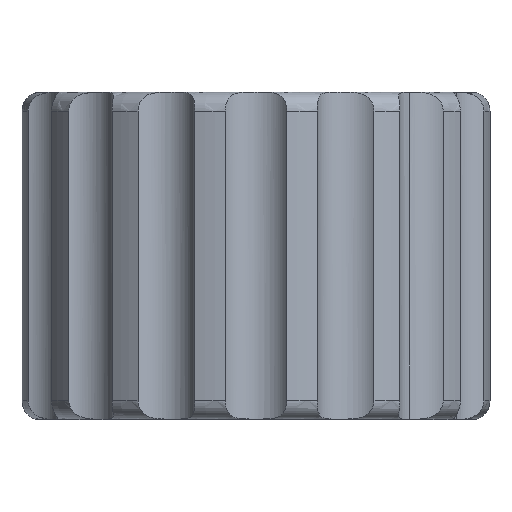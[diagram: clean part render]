
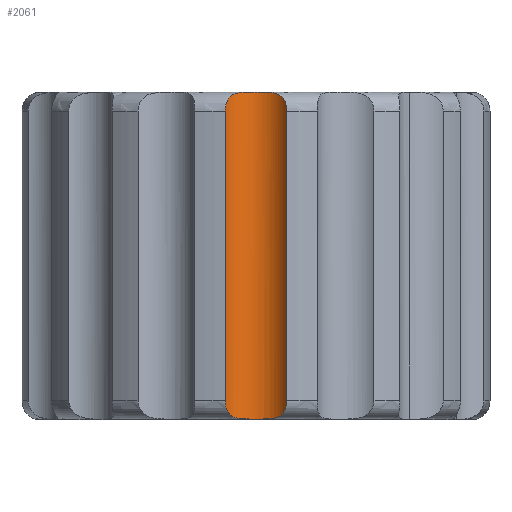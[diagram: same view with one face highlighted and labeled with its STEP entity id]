
A CAD part, top view. The second image highlights one B-rep face of the part: STEP entity #2061.
In plain terms, the highlighted cylindrical face has radius 1 mm (diameter 2 mm), a partial arc.
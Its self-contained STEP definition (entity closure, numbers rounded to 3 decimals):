
#395=CARTESIAN_POINT('',(30.136,-4.572,12.116));
#396=VERTEX_POINT('',#395);
#413=CARTESIAN_POINT('',(29.999,-4.572,12.116));
#414=VERTEX_POINT('',#413);
#415=CARTESIAN_POINT('',(30.068,-4.572,13.114));
#416=DIRECTION('',(-0.,1.,0.));
#417=DIRECTION('',(1.,0.,0.));
#418=AXIS2_PLACEMENT_3D('',#415,#416,#417);
#419=CIRCLE('',#418,1.);
#420=EDGE_CURVE('',#396,#414,#419,.T.);
#1241=CARTESIAN_POINT('',(29.999,4.428,12.116));
#1242=VERTEX_POINT('',#1241);
#1249=CARTESIAN_POINT('',(30.136,4.428,12.116));
#1250=VERTEX_POINT('',#1249);
#1251=CARTESIAN_POINT('',(30.068,4.428,13.114));
#1252=DIRECTION('',(0.,-1.,-0.));
#1253=DIRECTION('',(1.,0.,0.));
#1254=AXIS2_PLACEMENT_3D('',#1251,#1252,#1253);
#1255=CIRCLE('',#1254,1.);
#1256=EDGE_CURVE('',#1242,#1250,#1255,.T.);
#1898=CARTESIAN_POINT('',(30.914,3.908,12.581));
#1899=VERTEX_POINT('',#1898);
#1900=CARTESIAN_POINT('',(30.914,-4.052,12.581));
#1901=VERTEX_POINT('',#1900);
#1902=CARTESIAN_POINT('',(30.914,3.908,12.581));
#1903=DIRECTION('',(-0.,-1.,-0.));
#1904=VECTOR('',#1903,7.96);
#1905=LINE('',#1902,#1904);
#1906=EDGE_CURVE('',#1899,#1901,#1905,.T.);
#1926=CARTESIAN_POINT('',(30.068,-4.572,13.114));
#1927=DIRECTION('',(-0.,1.,0.));
#1928=DIRECTION('',(1.,0.,0.));
#1929=AXIS2_PLACEMENT_3D('',#1926,#1927,#1928);
#1930=CYLINDRICAL_SURFACE('',#1929,1.);
#1931=ORIENTED_EDGE('',*,*,#420,.F.);
#1932=CARTESIAN_POINT('',(30.136,-4.572,12.116));
#1933=CARTESIAN_POINT('',(30.187,-4.572,12.12));
#1934=CARTESIAN_POINT('',(30.237,-4.572,12.127));
#1935=CARTESIAN_POINT('',(30.286,-4.572,12.138));
#1936=CARTESIAN_POINT('',(30.31,-4.572,12.143));
#1937=CARTESIAN_POINT('',(30.335,-4.571,12.15));
#1938=CARTESIAN_POINT('',(30.359,-4.57,12.157));
#1939=CARTESIAN_POINT('',(30.383,-4.57,12.164));
#1940=CARTESIAN_POINT('',(30.407,-4.568,12.173));
#1941=CARTESIAN_POINT('',(30.43,-4.567,12.182));
#1942=CARTESIAN_POINT('',(30.477,-4.564,12.2));
#1943=CARTESIAN_POINT('',(30.523,-4.559,12.222));
#1944=CARTESIAN_POINT('',(30.567,-4.55,12.247));
#1945=CARTESIAN_POINT('',(30.61,-4.541,12.272));
#1946=CARTESIAN_POINT('',(30.651,-4.529,12.3));
#1947=CARTESIAN_POINT('',(30.688,-4.512,12.33));
#1948=CARTESIAN_POINT('',(30.707,-4.503,12.344));
#1949=CARTESIAN_POINT('',(30.724,-4.493,12.36));
#1950=CARTESIAN_POINT('',(30.741,-4.481,12.375));
#1951=CARTESIAN_POINT('',(30.758,-4.469,12.39));
#1952=CARTESIAN_POINT('',(30.773,-4.456,12.405));
#1953=CARTESIAN_POINT('',(30.788,-4.442,12.42));
#1954=CARTESIAN_POINT('',(30.802,-4.427,12.435));
#1955=CARTESIAN_POINT('',(30.815,-4.411,12.45));
#1956=CARTESIAN_POINT('',(30.827,-4.394,12.463));
#1957=CARTESIAN_POINT('',(30.839,-4.376,12.477));
#1958=CARTESIAN_POINT('',(30.85,-4.357,12.49));
#1959=CARTESIAN_POINT('',(30.859,-4.337,12.503));
#1960=CARTESIAN_POINT('',(30.869,-4.317,12.515));
#1961=CARTESIAN_POINT('',(30.877,-4.295,12.526));
#1962=CARTESIAN_POINT('',(30.884,-4.273,12.536));
#1963=CARTESIAN_POINT('',(30.89,-4.25,12.545));
#1964=CARTESIAN_POINT('',(30.896,-4.227,12.554));
#1965=CARTESIAN_POINT('',(30.901,-4.203,12.56));
#1966=CARTESIAN_POINT('',(30.905,-4.179,12.567));
#1967=CARTESIAN_POINT('',(30.908,-4.154,12.572));
#1968=CARTESIAN_POINT('',(30.911,-4.129,12.576));
#1969=CARTESIAN_POINT('',(30.913,-4.103,12.579));
#1970=CARTESIAN_POINT('',(30.914,-4.078,12.581));
#1971=CARTESIAN_POINT('',(30.914,-4.052,12.581));
#1972=B_SPLINE_CURVE_WITH_KNOTS('',3,(#1932,#1933,#1934,#1935,#1936,#1937,#1938,#1939,#1940,#1941,#1942,#1943,#1944,#1945,#1946,#1947,#1948,#1949,#1950,#1951,#1952,#1953,#1954,#1955,#1956,#1957,
#1958,#1959,#1960,#1961,#1962,#1963,#1964,#1965,#1966,#1967,#1968,#1969,#1970,#1971),.UNSPECIFIED.,.F.,.F.,(4,3,3,3,3,3,3,3,3,3,3,3,3,4),(0.,0.,0.,0.,0.,0.001,0.001,0.001,0.001,0.001,0.001,0.001,0.001,0.001),.UNSPECIFIED.);
#1973=EDGE_CURVE('',#396,#1901,#1972,.T.);
#1974=ORIENTED_EDGE('',*,*,#1973,.T.);
#1975=ORIENTED_EDGE('',*,*,#1906,.F.);
#1976=CARTESIAN_POINT('',(30.914,3.908,12.581));
#1977=CARTESIAN_POINT('',(30.914,4.011,12.581));
#1978=CARTESIAN_POINT('',(30.897,4.111,12.552));
#1979=CARTESIAN_POINT('',(30.859,4.192,12.503));
#1980=CARTESIAN_POINT('',(30.822,4.274,12.454));
#1981=CARTESIAN_POINT('',(30.763,4.332,12.389));
#1982=CARTESIAN_POINT('',(30.688,4.367,12.329));
#1983=CARTESIAN_POINT('',(30.613,4.403,12.27));
#1984=CARTESIAN_POINT('',(30.524,4.416,12.218));
#1985=CARTESIAN_POINT('',(30.43,4.422,12.182));
#1986=CARTESIAN_POINT('',(30.336,4.429,12.145));
#1987=CARTESIAN_POINT('',(30.238,4.428,12.123));
#1988=CARTESIAN_POINT('',(30.136,4.428,12.116));
#1989=B_SPLINE_CURVE_WITH_KNOTS('',3,(#1976,#1977,#1978,#1979,#1980,#1981,#1982,#1983,#1984,#1985,#1986,#1987,#1988),.UNSPECIFIED.,.F.,.F.,(4,3,3,3,4),(0.,0.,0.001,0.001,0.001),.UNSPECIFIED.);
#1990=EDGE_CURVE('',#1899,#1250,#1989,.T.);
#1991=ORIENTED_EDGE('',*,*,#1990,.T.);
#1992=ORIENTED_EDGE('',*,*,#1256,.F.);
#1993=CARTESIAN_POINT('',(29.221,3.908,12.581));
#1994=VERTEX_POINT('',#1993);
#1995=CARTESIAN_POINT('',(29.999,4.428,12.116));
#1996=CARTESIAN_POINT('',(29.898,4.428,12.123));
#1997=CARTESIAN_POINT('',(29.8,4.429,12.145));
#1998=CARTESIAN_POINT('',(29.705,4.422,12.182));
#1999=CARTESIAN_POINT('',(29.611,4.416,12.219));
#2000=CARTESIAN_POINT('',(29.522,4.402,12.27));
#2001=CARTESIAN_POINT('',(29.447,4.367,12.33));
#2002=CARTESIAN_POINT('',(29.372,4.332,12.389));
#2003=CARTESIAN_POINT('',(29.314,4.274,12.454));
#2004=CARTESIAN_POINT('',(29.276,4.193,12.503));
#2005=CARTESIAN_POINT('',(29.238,4.111,12.552));
#2006=CARTESIAN_POINT('',(29.221,4.011,12.581));
#2007=CARTESIAN_POINT('',(29.221,3.908,12.581));
#2008=B_SPLINE_CURVE_WITH_KNOTS('',3,(#1995,#1996,#1997,#1998,#1999,#2000,#2001,#2002,#2003,#2004,#2005,#2006,#2007),.UNSPECIFIED.,.F.,.F.,(4,3,3,3,4),(0.,0.,0.001,0.001,0.001),.UNSPECIFIED.);
#2009=EDGE_CURVE('',#1242,#1994,#2008,.T.);
#2010=ORIENTED_EDGE('',*,*,#2009,.T.);
#2011=CARTESIAN_POINT('',(29.221,-4.052,12.581));
#2012=VERTEX_POINT('',#2011);
#2013=CARTESIAN_POINT('',(29.221,-4.052,12.581));
#2014=DIRECTION('',(0.,1.,0.));
#2015=VECTOR('',#2014,7.96);
#2016=LINE('',#2013,#2015);
#2017=EDGE_CURVE('',#2012,#1994,#2016,.T.);
#2018=ORIENTED_EDGE('',*,*,#2017,.F.);
#2019=CARTESIAN_POINT('',(29.221,-4.052,12.581));
#2020=CARTESIAN_POINT('',(29.221,-4.104,12.581));
#2021=CARTESIAN_POINT('',(29.225,-4.154,12.574));
#2022=CARTESIAN_POINT('',(29.234,-4.202,12.561));
#2023=CARTESIAN_POINT('',(29.239,-4.226,12.554));
#2024=CARTESIAN_POINT('',(29.244,-4.25,12.546));
#2025=CARTESIAN_POINT('',(29.251,-4.272,12.536));
#2026=CARTESIAN_POINT('',(29.258,-4.295,12.526));
#2027=CARTESIAN_POINT('',(29.266,-4.316,12.515));
#2028=CARTESIAN_POINT('',(29.276,-4.337,12.503));
#2029=CARTESIAN_POINT('',(29.285,-4.357,12.491));
#2030=CARTESIAN_POINT('',(29.296,-4.376,12.478));
#2031=CARTESIAN_POINT('',(29.308,-4.393,12.464));
#2032=CARTESIAN_POINT('',(29.32,-4.411,12.45));
#2033=CARTESIAN_POINT('',(29.333,-4.427,12.435));
#2034=CARTESIAN_POINT('',(29.348,-4.442,12.42));
#2035=CARTESIAN_POINT('',(29.362,-4.456,12.405));
#2036=CARTESIAN_POINT('',(29.378,-4.469,12.39));
#2037=CARTESIAN_POINT('',(29.394,-4.481,12.375));
#2038=CARTESIAN_POINT('',(29.411,-4.493,12.359));
#2039=CARTESIAN_POINT('',(29.429,-4.503,12.344));
#2040=CARTESIAN_POINT('',(29.447,-4.512,12.329));
#2041=CARTESIAN_POINT('',(29.485,-4.529,12.3));
#2042=CARTESIAN_POINT('',(29.526,-4.542,12.272));
#2043=CARTESIAN_POINT('',(29.569,-4.55,12.247));
#2044=CARTESIAN_POINT('',(29.612,-4.559,12.222));
#2045=CARTESIAN_POINT('',(29.658,-4.564,12.2));
#2046=CARTESIAN_POINT('',(29.705,-4.567,12.182));
#2047=CARTESIAN_POINT('',(29.729,-4.568,12.173));
#2048=CARTESIAN_POINT('',(29.753,-4.57,12.164));
#2049=CARTESIAN_POINT('',(29.777,-4.57,12.157));
#2050=CARTESIAN_POINT('',(29.801,-4.571,12.15));
#2051=CARTESIAN_POINT('',(29.825,-4.572,12.143));
#2052=CARTESIAN_POINT('',(29.85,-4.572,12.138));
#2053=CARTESIAN_POINT('',(29.899,-4.572,12.127));
#2054=CARTESIAN_POINT('',(29.949,-4.572,12.12));
#2055=CARTESIAN_POINT('',(29.999,-4.572,12.116));
#2056=B_SPLINE_CURVE_WITH_KNOTS('',3,(#2019,#2020,#2021,#2022,#2023,#2024,#2025,#2026,#2027,#2028,#2029,#2030,#2031,#2032,#2033,#2034,#2035,#2036,#2037,#2038,#2039,#2040,#2041,#2042,#2043,#2044,
#2045,#2046,#2047,#2048,#2049,#2050,#2051,#2052,#2053,#2054,#2055),.UNSPECIFIED.,.F.,.F.,(4,3,3,3,3,3,3,3,3,3,3,3,4),(0.,0.,0.,0.,0.,0.,0.001,0.001,0.001,0.001,0.001,0.001,0.001),.UNSPECIFIED.);
#2057=EDGE_CURVE('',#2012,#414,#2056,.T.);
#2058=ORIENTED_EDGE('',*,*,#2057,.T.);
#2059=EDGE_LOOP('',(#1931,#1974,#1975,#1991,#1992,#2010,#2018,#2058));
#2060=FACE_BOUND('',#2059,.T.);
#2061=ADVANCED_FACE('',(#2060),#1930,.F.);
